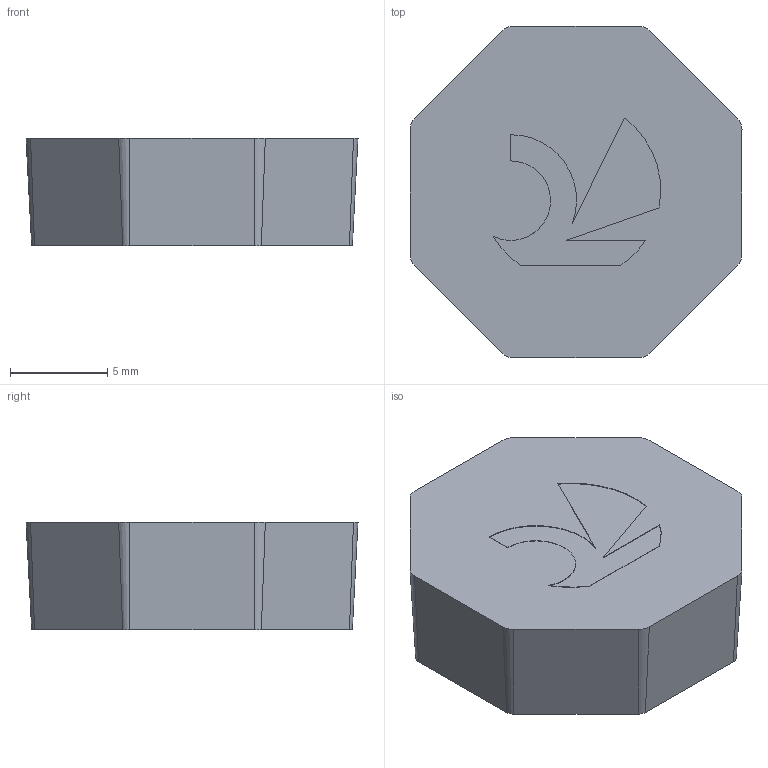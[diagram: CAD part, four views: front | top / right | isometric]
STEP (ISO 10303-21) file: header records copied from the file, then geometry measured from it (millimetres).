
FILE_DESCRIPTION(('no description'),'unknown implementation level');
FILE_NAME('solidvZ2DqgdFF1JJzVIcLL_Pq5vGVs0_1.STP',' ',('CIM GmbH Aachen'),('CADClick - KiM GmbH - www.kimweb.de'),'unknown preprocess','ACIS','unknown authorization');
FILE_SCHEMA(('automotive_design'));
Length unit declared in the file: millimetre
Products named in the file (1): 1
Bounding box: 17.1 x 17.1 x 5.56 mm (x, y, z)
Volume: 1300.1 mm3; surface area: 778.3 mm2
Topology: 1 solids, 1 shells, 30 faces, 81 edges, 54 vertices
Faces by surface type: plane 16, cone 8, cylinder 6
Entity records: 1902 total; most frequent: DIRECTION 175, CARTESIAN_POINT 168, STYLED_ITEM 166, PRESENTATION_STYLE_ASSIGNMENT 166, COLOUR_RGB 166, ORIENTED_EDGE 162, EDGE_CURVE 81, CURVE_STYLE 81
